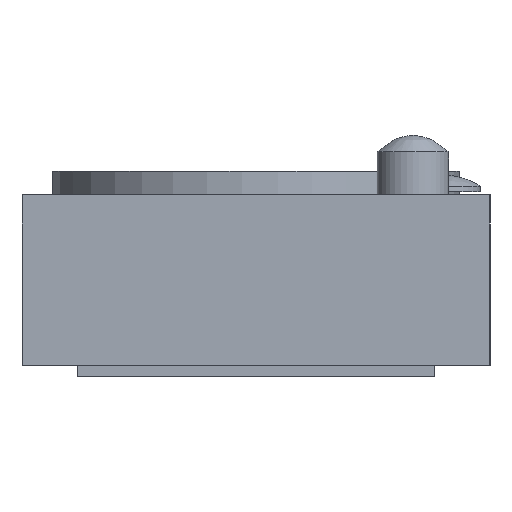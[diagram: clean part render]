
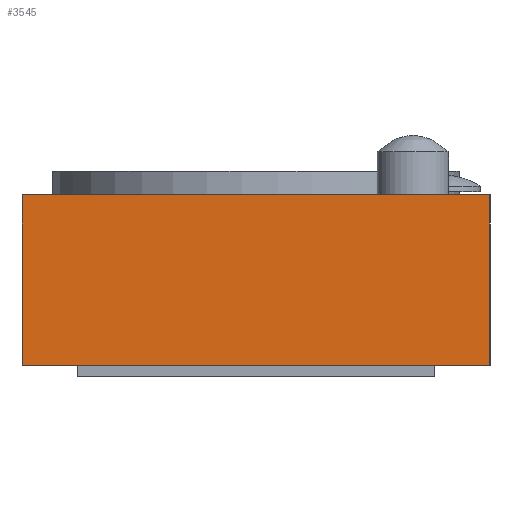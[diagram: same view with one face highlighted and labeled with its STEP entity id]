
A CAD part, left-side view. The second image highlights one B-rep face of the part: STEP entity #3545.
In plain terms, the highlighted planar face has unit normal (-1, 0, 0).
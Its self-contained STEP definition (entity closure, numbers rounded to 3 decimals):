
#211=FACE_OUTER_BOUND('',#341,.T.);
#341=EDGE_LOOP('',(#2825,#2826,#2827,#2828));
#658=LINE('',#5181,#1092);
#664=LINE('',#5193,#1098);
#665=LINE('',#5195,#1099);
#666=LINE('',#5196,#1100);
#1092=VECTOR('',#4192,85.);
#1098=VECTOR('',#4202,31.);
#1099=VECTOR('',#4203,85.);
#1100=VECTOR('',#4204,31.);
#1638=VERTEX_POINT('',#5178);
#1639=VERTEX_POINT('',#5180);
#1643=VERTEX_POINT('',#5192);
#1644=VERTEX_POINT('',#5194);
#2184=EDGE_CURVE('',#1639,#1638,#658,.T.);
#2190=EDGE_CURVE('',#1643,#1638,#664,.T.);
#2191=EDGE_CURVE('',#1643,#1644,#665,.T.);
#2192=EDGE_CURVE('',#1644,#1639,#666,.T.);
#2825=ORIENTED_EDGE('',*,*,#2190,.F.);
#2826=ORIENTED_EDGE('',*,*,#2191,.T.);
#2827=ORIENTED_EDGE('',*,*,#2192,.T.);
#2828=ORIENTED_EDGE('',*,*,#2184,.T.);
#3351=PLANE('',#3714);
#3545=ADVANCED_FACE('',(#211),#3351,.T.);
#3714=AXIS2_PLACEMENT_3D('',#5191,#4200,#4201);
#4192=DIRECTION('',(0.,1.,0.));
#4200=DIRECTION('center_axis',(-1.,0.,0.));
#4201=DIRECTION('ref_axis',(0.,0.,1.));
#4202=DIRECTION('',(0.,0.,1.));
#4203=DIRECTION('',(0.,-1.,0.));
#4204=DIRECTION('',(0.,0.,1.));
#5178=CARTESIAN_POINT('',(-72.5,42.5,31.));
#5180=CARTESIAN_POINT('',(-72.5,-42.5,31.));
#5181=CARTESIAN_POINT('',(-72.5,42.5,31.));
#5191=CARTESIAN_POINT('Origin',(-72.5,-42.5,0.));
#5192=CARTESIAN_POINT('',(-72.5,42.5,0.));
#5193=CARTESIAN_POINT('',(-72.5,42.5,0.));
#5194=CARTESIAN_POINT('',(-72.5,-42.5,0.));
#5195=CARTESIAN_POINT('',(-72.5,42.5,0.));
#5196=CARTESIAN_POINT('',(-72.5,-42.5,0.));
